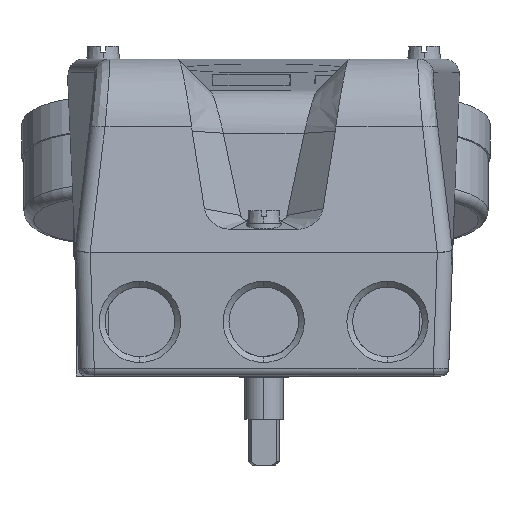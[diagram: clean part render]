
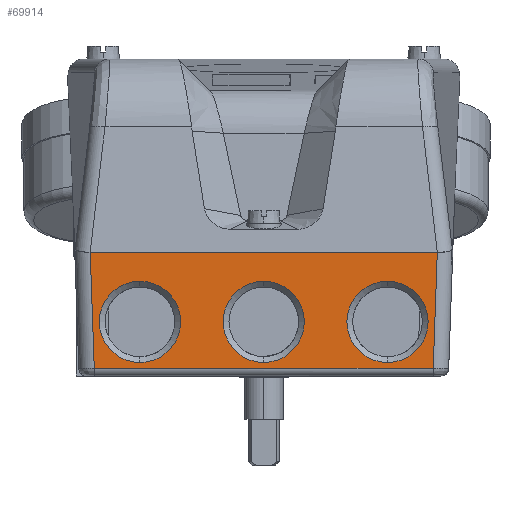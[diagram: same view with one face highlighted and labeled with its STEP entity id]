
A CAD part, front view. The second image highlights one B-rep face of the part: STEP entity #69914.
In plain terms, the highlighted planar face has unit normal (0, -1, 0).
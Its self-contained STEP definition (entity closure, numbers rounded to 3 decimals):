
#567 = CARTESIAN_POINT ( 'NONE',  ( -41.277, 0., 5.517 ) ) ;
#1732 = DIRECTION ( 'NONE',  ( 0., -1., 0. ) ) ;
#1969 = CARTESIAN_POINT ( 'NONE',  ( 22.723, 0., 16.017 ) ) ;
#2154 = EDGE_CURVE ( 'NONE', #46065, #58169, #20420, .T. ) ;
#2911 = CARTESIAN_POINT ( 'NONE',  ( -9.277, 0., 41.62 ) ) ;
#3025 = EDGE_CURVE ( 'NONE', #39544, #70179, #35597, .T. ) ;
#3285 = CARTESIAN_POINT ( 'NONE',  ( -41.277, 0., 16.017 ) ) ;
#3570 = ORIENTED_EDGE ( 'NONE', *, *, #61192, .F. ) ;
#3895 = VECTOR ( 'NONE', #29625, 1000. ) ;
#4543 = EDGE_CURVE ( 'NONE', #29328, #51295, #7540, .T. ) ;
#4951 = DIRECTION ( 'NONE',  ( -1., 0., 0. ) ) ;
#4975 = CIRCLE ( 'NONE', #40976, 10.5 ) ;
#5109 = ORIENTED_EDGE ( 'NONE', *, *, #34504, .F. ) ;
#5544 = CARTESIAN_POINT ( 'NONE',  ( -9.277, 0., 26.517 ) ) ;
#6031 = CARTESIAN_POINT ( 'NONE',  ( -9.277, 0., 16.017 ) ) ;
#7540 = LINE ( 'NONE', #30133, #3895 ) ;
#7996 = ORIENTED_EDGE ( 'NONE', *, *, #54879, .F. ) ;
#8189 = EDGE_CURVE ( 'NONE', #51295, #55663, #18841, .T. ) ;
#9081 = DIRECTION ( 'NONE',  ( 0., -1., 0. ) ) ;
#10031 = DIRECTION ( 'NONE',  ( 0., -1., 0. ) ) ;
#10036 = CARTESIAN_POINT ( 'NONE',  ( 22.723, 0., 5.517 ) ) ;
#10253 = CARTESIAN_POINT ( 'NONE',  ( -33.152, 0., 4.017 ) ) ;
#10398 = ORIENTED_EDGE ( 'NONE', *, *, #2154, .F. ) ;
#12474 = CARTESIAN_POINT ( 'NONE',  ( -55.053, 0., 60.101 ) ) ;
#12789 = DIRECTION ( 'NONE',  ( 0., 0., -1. ) ) ;
#14514 = FACE_BOUND ( 'NONE', #67679, .T. ) ;
#15274 = DIRECTION ( 'NONE',  ( 0., 0., -1. ) ) ;
#18411 = ORIENTED_EDGE ( 'NONE', *, *, #8189, .F. ) ;
#18568 = LINE ( 'NONE', #10253, #55592 ) ;
#18841 = LINE ( 'NONE', #54551, #72058 ) ;
#19790 = DIRECTION ( 'NONE',  ( -0.035, 0., -0.999 ) ) ;
#20420 = CIRCLE ( 'NONE', #51174, 10.5 ) ;
#21724 = AXIS2_PLACEMENT_3D ( 'NONE', #44248, #44015, #15274 ) ;
#22534 = EDGE_LOOP ( 'NONE', ( #10398, #52073 ) ) ;
#24540 = CARTESIAN_POINT ( 'NONE',  ( 35.588, 0., 34.017 ) ) ;
#24591 = EDGE_CURVE ( 'NONE', #38365, #69659, #63640, .T. ) ;
#24647 = CARTESIAN_POINT ( 'NONE',  ( 22.723, 0., 16.017 ) ) ;
#25924 = AXIS2_PLACEMENT_3D ( 'NONE', #2911, #50765, #56818 ) ;
#25937 = AXIS2_PLACEMENT_3D ( 'NONE', #6031, #69278, #34022 ) ;
#28298 = EDGE_CURVE ( 'NONE', #58169, #46065, #65945, .T. ) ;
#29325 = CARTESIAN_POINT ( 'NONE',  ( -9.277, 0., 5.517 ) ) ;
#29328 = VERTEX_POINT ( 'NONE', #30513 ) ;
#29625 = DIRECTION ( 'NONE',  ( 1., 0., 0. ) ) ;
#30133 = CARTESIAN_POINT ( 'NONE',  ( -9.277, 0., 34.017 ) ) ;
#30513 = CARTESIAN_POINT ( 'NONE',  ( -54.142, 0., 34.017 ) ) ;
#30938 = DIRECTION ( 'NONE',  ( 0., 0., -1. ) ) ;
#31479 = ORIENTED_EDGE ( 'NONE', *, *, #4543, .F. ) ;
#32485 = CARTESIAN_POINT ( 'NONE',  ( -9.277, 0., 16.017 ) ) ;
#34022 = DIRECTION ( 'NONE',  ( 0., 0., -1. ) ) ;
#34326 = FACE_BOUND ( 'NONE', #22534, .T. ) ;
#34504 = EDGE_CURVE ( 'NONE', #70179, #39544, #40432, .T. ) ;
#35597 = CIRCLE ( 'NONE', #58502, 10.5 ) ;
#35893 = CARTESIAN_POINT ( 'NONE',  ( 22.723, 0., 26.517 ) ) ;
#38365 = VERTEX_POINT ( 'NONE', #567 ) ;
#39544 = VERTEX_POINT ( 'NONE', #29325 ) ;
#40120 = CARTESIAN_POINT ( 'NONE',  ( -53.095, 0., 4.017 ) ) ;
#40432 = CIRCLE ( 'NONE', #25937, 10.5 ) ;
#40976 = AXIS2_PLACEMENT_3D ( 'NONE', #3285, #9081, #60994 ) ;
#42494 = VERTEX_POINT ( 'NONE', #40120 ) ;
#42897 = ORIENTED_EDGE ( 'NONE', *, *, #3025, .F. ) ;
#44015 = DIRECTION ( 'NONE',  ( 0., -1., 0. ) ) ;
#44248 = CARTESIAN_POINT ( 'NONE',  ( -41.277, 0., 16.017 ) ) ;
#46065 = VERTEX_POINT ( 'NONE', #10036 ) ;
#47235 = DIRECTION ( 'NONE',  ( -0.035, 0., 0.999 ) ) ;
#47471 = CARTESIAN_POINT ( 'NONE',  ( 34.54, 0., 4.017 ) ) ;
#50765 = DIRECTION ( 'NONE',  ( 0., 1., 0. ) ) ;
#51174 = AXIS2_PLACEMENT_3D ( 'NONE', #24647, #70493, #12789 ) ;
#51295 = VERTEX_POINT ( 'NONE', #24540 ) ;
#52073 = ORIENTED_EDGE ( 'NONE', *, *, #28298, .F. ) ;
#54551 = CARTESIAN_POINT ( 'NONE',  ( 35.588, 0., 34.017 ) ) ;
#54585 = PLANE ( 'NONE',  #25924 ) ;
#54879 = EDGE_CURVE ( 'NONE', #55663, #42494, #18568, .T. ) ;
#55592 = VECTOR ( 'NONE', #4951, 1000. ) ;
#55663 = VERTEX_POINT ( 'NONE', #47471 ) ;
#55872 = LINE ( 'NONE', #12474, #74795 ) ;
#56818 = DIRECTION ( 'NONE',  ( 0., 0., 1. ) ) ;
#58099 = EDGE_LOOP ( 'NONE', ( #73691, #62172 ) ) ;
#58169 = VERTEX_POINT ( 'NONE', #35893 ) ;
#58502 = AXIS2_PLACEMENT_3D ( 'NONE', #32485, #10031, #72558 ) ;
#60994 = DIRECTION ( 'NONE',  ( 0., 0., -1. ) ) ;
#61192 = EDGE_CURVE ( 'NONE', #42494, #29328, #55872, .T. ) ;
#62152 = CARTESIAN_POINT ( 'NONE',  ( -41.277, 0., 26.517 ) ) ;
#62172 = ORIENTED_EDGE ( 'NONE', *, *, #71700, .F. ) ;
#63640 = CIRCLE ( 'NONE', #21724, 10.5 ) ;
#65689 = EDGE_LOOP ( 'NONE', ( #18411, #31479, #3570, #7996 ) ) ;
#65945 = CIRCLE ( 'NONE', #70621, 10.5 ) ;
#66768 = FACE_BOUND ( 'NONE', #58099, .T. ) ;
#67679 = EDGE_LOOP ( 'NONE', ( #42897, #5109 ) ) ;
#68598 = FACE_OUTER_BOUND ( 'NONE', #65689, .T. ) ;
#69278 = DIRECTION ( 'NONE',  ( 0., -1., 0. ) ) ;
#69659 = VERTEX_POINT ( 'NONE', #62152 ) ;
#69914 = ADVANCED_FACE ( 'NONE', ( #66768, #14514, #68598, #34326 ), #54585, .F. ) ;
#70179 = VERTEX_POINT ( 'NONE', #5544 ) ;
#70493 = DIRECTION ( 'NONE',  ( 0., -1., 0. ) ) ;
#70621 = AXIS2_PLACEMENT_3D ( 'NONE', #1969, #1732, #30938 ) ;
#71700 = EDGE_CURVE ( 'NONE', #69659, #38365, #4975, .T. ) ;
#72058 = VECTOR ( 'NONE', #19790, 1000. ) ;
#72558 = DIRECTION ( 'NONE',  ( 0., 0., -1. ) ) ;
#73691 = ORIENTED_EDGE ( 'NONE', *, *, #24591, .F. ) ;
#74795 = VECTOR ( 'NONE', #47235, 1000. ) ;
